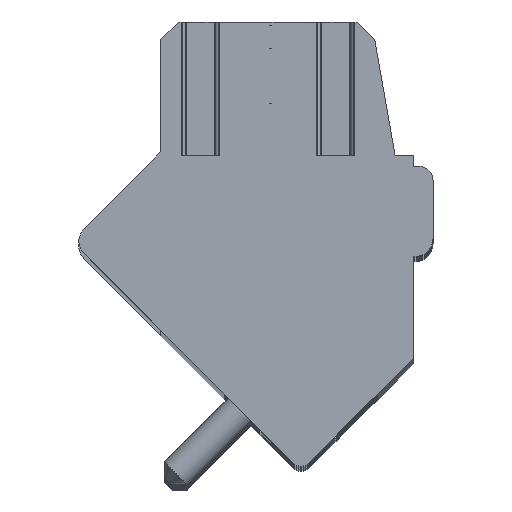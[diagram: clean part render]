
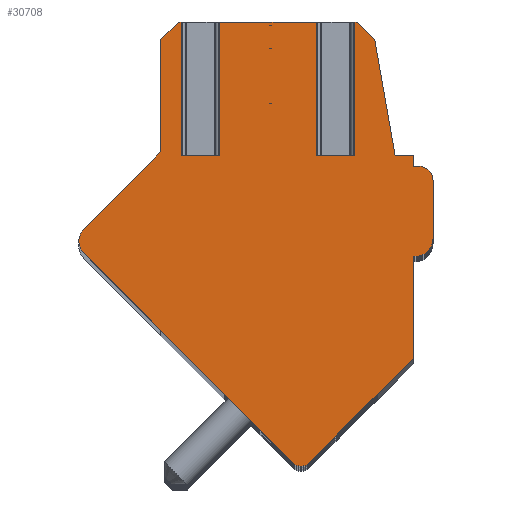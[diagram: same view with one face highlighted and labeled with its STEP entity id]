
A CAD part, top view. The second image highlights one B-rep face of the part: STEP entity #30708.
In plain terms, the highlighted planar face has unit normal (0, 0, 1).
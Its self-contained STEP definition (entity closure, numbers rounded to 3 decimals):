
#3507=DIRECTION('',(0.707,-0.707,0.));
#3508=VECTOR('',#3507,8.2);
#3509=CARTESIAN_POINT('',(-4.761,0.072,1.75));
#3510=LINE('',#3509,#3508);
#4065=DIRECTION('',(1.,0.,0.));
#4066=VECTOR('',#4065,1.07);
#4067=CARTESIAN_POINT('',(1.673,2.8,1.75));
#4068=LINE('',#4067,#4066);
#4069=DIRECTION('',(0.,1.,0.));
#4070=VECTOR('',#4069,3.7);
#4071=CARTESIAN_POINT('',(2.743,2.8,1.75));
#4072=LINE('',#4071,#4070);
#4073=DIRECTION('',(-1.,0.,0.));
#4074=VECTOR('',#4073,0.068);
#4075=CARTESIAN_POINT('',(2.811,6.5,1.75));
#4076=LINE('',#4075,#4074);
#4077=DIRECTION('',(-0.707,0.707,0.));
#4078=VECTOR('',#4077,0.677);
#4079=CARTESIAN_POINT('',(3.29,6.021,1.75));
#4080=LINE('',#4079,#4078);
#4081=DIRECTION('',(-0.174,0.985,0.));
#4082=VECTOR('',#4081,3.271);
#4083=CARTESIAN_POINT('',(3.858,2.8,1.75));
#4084=LINE('',#4083,#4082);
#4085=DIRECTION('',(-1.,0.,0.));
#4086=VECTOR('',#4085,0.5);
#4087=CARTESIAN_POINT('',(4.358,2.8,1.75));
#4088=LINE('',#4087,#4086);
#4089=DIRECTION('',(0.,1.,0.));
#4090=VECTOR('',#4089,0.3);
#4091=CARTESIAN_POINT('',(4.358,2.5,1.75));
#4092=LINE('',#4091,#4090);
#4093=DIRECTION('',(-1.,0.,0.));
#4094=VECTOR('',#4093,0.15);
#4095=CARTESIAN_POINT('',(4.508,2.5,1.75));
#4096=LINE('',#4095,#4094);
#4097=CARTESIAN_POINT('',(4.508,2.1,1.75));
#4098=DIRECTION('',(0.,0.,1.));
#4099=DIRECTION('',(1.,0.,0.));
#4100=AXIS2_PLACEMENT_3D('',#4097,#4098,#4099);
#4102=DIRECTION('',(0.,1.,0.));
#4103=VECTOR('',#4102,1.6);
#4104=CARTESIAN_POINT('',(4.908,0.5,1.75));
#4105=LINE('',#4104,#4103);
#4106=CARTESIAN_POINT('',(4.408,0.5,1.75));
#4107=DIRECTION('',(0.,0.,1.));
#4108=DIRECTION('',(0.,-1.,0.));
#4109=AXIS2_PLACEMENT_3D('',#4106,#4107,#4108);
#4111=DIRECTION('',(1.,0.,0.));
#4112=VECTOR('',#4111,0.05);
#4113=CARTESIAN_POINT('',(4.358,0.,1.75));
#4114=LINE('',#4113,#4112);
#4115=DIRECTION('',(0.,1.,0.));
#4116=VECTOR('',#4115,2.83);
#4117=CARTESIAN_POINT('',(4.358,-2.83,1.75));
#4118=LINE('',#4117,#4116);
#4119=DIRECTION('',(0.707,0.707,0.));
#4120=VECTOR('',#4119,4.096);
#4121=CARTESIAN_POINT('',(1.461,-5.727,1.75));
#4122=LINE('',#4121,#4120);
#4123=CARTESIAN_POINT('',(1.249,-5.515,1.75));
#4124=DIRECTION('',(0.,0.,1.));
#4125=DIRECTION('',(-0.707,-0.707,0.));
#4126=AXIS2_PLACEMENT_3D('',#4123,#4124,#4125);
#4128=CARTESIAN_POINT('',(-4.408,0.425,1.75));
#4129=DIRECTION('',(0.,0.,1.));
#4130=DIRECTION('',(-0.707,0.707,0.));
#4131=AXIS2_PLACEMENT_3D('',#4128,#4129,#4130);
#4133=DIRECTION('',(-0.707,-0.707,0.));
#4134=VECTOR('',#4133,2.997);
#4135=CARTESIAN_POINT('',(-2.642,2.898,1.75));
#4136=LINE('',#4135,#4134);
#4137=DIRECTION('',(0.,-1.,0.));
#4138=VECTOR('',#4137,3.111);
#4139=CARTESIAN_POINT('',(-2.642,6.009,1.75));
#4140=LINE('',#4139,#4138);
#4141=DIRECTION('',(-0.707,-0.707,0.));
#4142=VECTOR('',#4141,0.694);
#4143=CARTESIAN_POINT('',(-2.151,6.5,1.75));
#4144=LINE('',#4143,#4142);
#4145=DIRECTION('',(-1.,0.,0.));
#4146=VECTOR('',#4145,0.074);
#4147=CARTESIAN_POINT('',(-2.077,6.5,1.75));
#4148=LINE('',#4147,#4146);
#4149=DIRECTION('',(0.,1.,0.));
#4150=VECTOR('',#4149,3.7);
#4151=CARTESIAN_POINT('',(-2.077,2.8,1.75));
#4152=LINE('',#4151,#4150);
#4153=DIRECTION('',(1.,0.,0.));
#4154=VECTOR('',#4153,1.07);
#4155=CARTESIAN_POINT('',(-2.077,2.8,1.75));
#4156=LINE('',#4155,#4154);
#4157=DIRECTION('',(0.,1.,0.));
#4158=VECTOR('',#4157,3.7);
#4159=CARTESIAN_POINT('',(-1.007,2.8,1.75));
#4160=LINE('',#4159,#4158);
#4161=DIRECTION('',(-1.,0.,0.));
#4162=VECTOR('',#4161,2.68);
#4163=CARTESIAN_POINT('',(1.673,6.5,1.75));
#4164=LINE('',#4163,#4162);
#4165=DIRECTION('',(0.,1.,0.));
#4166=VECTOR('',#4165,3.7);
#4167=CARTESIAN_POINT('',(1.673,2.8,1.75));
#4168=LINE('',#4167,#4166);
#20199=CARTESIAN_POINT('',(1.673,2.8,1.75));
#20200=CARTESIAN_POINT('',(2.743,2.8,1.75));
#20201=VERTEX_POINT('',#20199);
#20202=VERTEX_POINT('',#20200);
#20203=CARTESIAN_POINT('',(2.743,6.5,1.75));
#20204=VERTEX_POINT('',#20203);
#20205=CARTESIAN_POINT('',(1.673,6.5,1.75));
#20206=VERTEX_POINT('',#20205);
#20219=CARTESIAN_POINT('',(-2.077,2.8,1.75));
#20220=CARTESIAN_POINT('',(-1.007,2.8,1.75));
#20221=VERTEX_POINT('',#20219);
#20222=VERTEX_POINT('',#20220);
#20223=CARTESIAN_POINT('',(-1.007,6.5,1.75));
#20224=VERTEX_POINT('',#20223);
#20225=CARTESIAN_POINT('',(-2.077,6.5,1.75));
#20226=VERTEX_POINT('',#20225);
#20317=CARTESIAN_POINT('',(1.037,-5.727,1.75));
#20318=CARTESIAN_POINT('',(1.461,-5.727,1.75));
#20319=VERTEX_POINT('',#20317);
#20320=VERTEX_POINT('',#20318);
#20321=CARTESIAN_POINT('',(4.358,-2.83,1.75));
#20322=VERTEX_POINT('',#20321);
#20323=CARTESIAN_POINT('',(4.358,0.,1.75));
#20324=VERTEX_POINT('',#20323);
#20325=CARTESIAN_POINT('',(4.408,0.,1.75));
#20326=VERTEX_POINT('',#20325);
#20327=CARTESIAN_POINT('',(4.908,0.5,1.75));
#20328=VERTEX_POINT('',#20327);
#20329=CARTESIAN_POINT('',(4.908,2.1,1.75));
#20330=VERTEX_POINT('',#20329);
#20331=CARTESIAN_POINT('',(4.508,2.5,1.75));
#20332=VERTEX_POINT('',#20331);
#20333=CARTESIAN_POINT('',(4.358,2.5,1.75));
#20334=VERTEX_POINT('',#20333);
#20335=CARTESIAN_POINT('',(4.358,2.8,1.75));
#20336=VERTEX_POINT('',#20335);
#20337=CARTESIAN_POINT('',(3.858,2.8,1.75));
#20338=VERTEX_POINT('',#20337);
#20339=CARTESIAN_POINT('',(3.29,6.021,1.75));
#20340=VERTEX_POINT('',#20339);
#20341=CARTESIAN_POINT('',(2.811,6.5,1.75));
#20342=VERTEX_POINT('',#20341);
#20343=CARTESIAN_POINT('',(-2.151,6.5,1.75));
#20344=CARTESIAN_POINT('',(-2.642,6.009,1.75));
#20345=VERTEX_POINT('',#20343);
#20346=VERTEX_POINT('',#20344);
#20347=CARTESIAN_POINT('',(-4.761,0.779,1.75));
#20348=CARTESIAN_POINT('',(-4.761,0.072,1.75));
#20349=VERTEX_POINT('',#20347);
#20350=VERTEX_POINT('',#20348);
#20355=CARTESIAN_POINT('',(-2.642,2.898,1.75));
#20357=VERTEX_POINT('',#20355);
#30665=CARTESIAN_POINT('',(0.,0.,1.75));
#30666=DIRECTION('',(0.,0.,1.));
#30667=DIRECTION('',(1.,0.,0.));
#30668=AXIS2_PLACEMENT_3D('',#30665,#30666,#30667);
#30669=PLANE('',#30668);
#30671=ORIENTED_EDGE('',*,*,#30670,.T.);
#30673=ORIENTED_EDGE('',*,*,#30672,.T.);
#30674=ORIENTED_EDGE('',*,*,#26152,.F.);
#30675=ORIENTED_EDGE('',*,*,#26458,.F.);
#30676=ORIENTED_EDGE('',*,*,#26472,.F.);
#30677=ORIENTED_EDGE('',*,*,#26486,.F.);
#30678=ORIENTED_EDGE('',*,*,#26691,.F.);
#30679=ORIENTED_EDGE('',*,*,#26707,.F.);
#30680=ORIENTED_EDGE('',*,*,#27548,.F.);
#30681=ORIENTED_EDGE('',*,*,#27920,.F.);
#30682=ORIENTED_EDGE('',*,*,#28292,.F.);
#30683=ORIENTED_EDGE('',*,*,#28664,.F.);
#30684=ORIENTED_EDGE('',*,*,#29043,.F.);
#30685=ORIENTED_EDGE('',*,*,#29934,.F.);
#30686=ORIENTED_EDGE('',*,*,#30216,.F.);
#30687=ORIENTED_EDGE('',*,*,#29985,.F.);
#30689=ORIENTED_EDGE('',*,*,#30688,.F.);
#30691=ORIENTED_EDGE('',*,*,#30690,.F.);
#30693=ORIENTED_EDGE('',*,*,#30692,.F.);
#30695=ORIENTED_EDGE('',*,*,#30694,.F.);
#30696=ORIENTED_EDGE('',*,*,#26184,.F.);
#30698=ORIENTED_EDGE('',*,*,#30697,.F.);
#30700=ORIENTED_EDGE('',*,*,#30699,.T.);
#30702=ORIENTED_EDGE('',*,*,#30701,.T.);
#30703=ORIENTED_EDGE('',*,*,#26168,.F.);
#30705=ORIENTED_EDGE('',*,*,#30704,.F.);
#30706=EDGE_LOOP('',(#30671,#30673,#30674,#30675,#30676,#30677,#30678,#30679,
#30680,#30681,#30682,#30683,#30684,#30685,#30686,#30687,#30689,#30691,#30693,
#30695,#30696,#30698,#30700,#30702,#30703,#30705));
#30707=FACE_OUTER_BOUND('',#30706,.F.);
#4101=CIRCLE('',#4100,0.4);
#4110=CIRCLE('',#4109,0.5);
#4127=CIRCLE('',#4126,0.3);
#4132=CIRCLE('',#4131,0.5);
#26152=EDGE_CURVE('',#20342,#20204,#4076,.T.);
#26168=EDGE_CURVE('',#20206,#20224,#4164,.T.);
#26184=EDGE_CURVE('',#20226,#20345,#4148,.T.);
#26458=EDGE_CURVE('',#20340,#20342,#4080,.T.);
#26472=EDGE_CURVE('',#20338,#20340,#4084,.T.);
#26486=EDGE_CURVE('',#20336,#20338,#4088,.T.);
#26691=EDGE_CURVE('',#20334,#20336,#4092,.T.);
#26707=EDGE_CURVE('',#20332,#20334,#4096,.T.);
#27548=EDGE_CURVE('',#20330,#20332,#4101,.T.);
#27920=EDGE_CURVE('',#20328,#20330,#4105,.T.);
#28292=EDGE_CURVE('',#20326,#20328,#4110,.T.);
#28664=EDGE_CURVE('',#20324,#20326,#4114,.T.);
#29043=EDGE_CURVE('',#20322,#20324,#4118,.T.);
#29934=EDGE_CURVE('',#20320,#20322,#4122,.T.);
#29985=EDGE_CURVE('',#20350,#20319,#3510,.T.);
#30216=EDGE_CURVE('',#20319,#20320,#4127,.T.);
#30670=EDGE_CURVE('',#20201,#20202,#4068,.T.);
#30672=EDGE_CURVE('',#20202,#20204,#4072,.T.);
#30688=EDGE_CURVE('',#20349,#20350,#4132,.T.);
#30690=EDGE_CURVE('',#20357,#20349,#4136,.T.);
#30692=EDGE_CURVE('',#20346,#20357,#4140,.T.);
#30694=EDGE_CURVE('',#20345,#20346,#4144,.T.);
#30697=EDGE_CURVE('',#20221,#20226,#4152,.T.);
#30699=EDGE_CURVE('',#20221,#20222,#4156,.T.);
#30701=EDGE_CURVE('',#20222,#20224,#4160,.T.);
#30704=EDGE_CURVE('',#20201,#20206,#4168,.T.);
#30708=ADVANCED_FACE('',(#30707),#30669,.T.);
